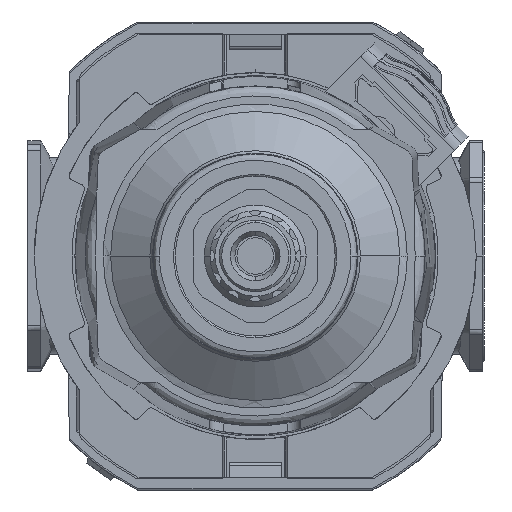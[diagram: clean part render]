
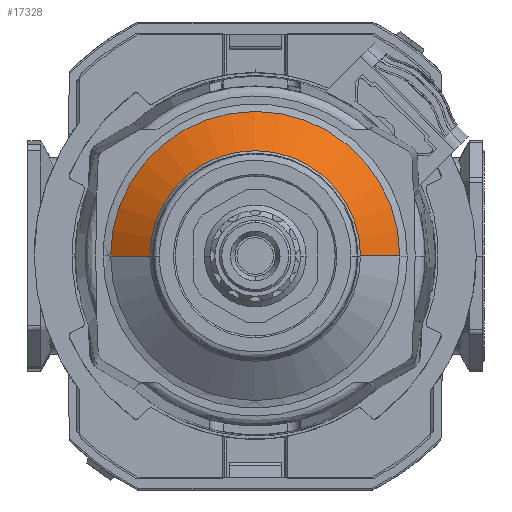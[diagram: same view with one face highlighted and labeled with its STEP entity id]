
A CAD part, front view. The second image highlights one B-rep face of the part: STEP entity #17328.
In plain terms, the highlighted conical face has half-angle 54.996 degrees and reference radius 22.24 mm.
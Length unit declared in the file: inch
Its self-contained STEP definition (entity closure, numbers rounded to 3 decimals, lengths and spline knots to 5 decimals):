
#485 = VECTOR ( 'NONE', #14000, 39.37008 ) ;
#1318 = DIRECTION ( 'NONE',  ( 1., 0., 0. ) ) ;
#2455 = CIRCLE ( 'NONE', #27192, 0.87558 ) ;
#3316 = CARTESIAN_POINT ( 'NONE',  ( 0.87558, -4.11661, 0. ) ) ;
#4390 = CARTESIAN_POINT ( 'NONE',  ( 0., -4.28315, 0. ) ) ;
#4516 = EDGE_LOOP ( 'NONE', ( #11383, #18190, #22046, #30918 ) ) ;
#6068 = CIRCLE ( 'NONE', #11175, 0.63777 ) ;
#7205 = VERTEX_POINT ( 'NONE', #11409 ) ;
#9228 = CONICAL_SURFACE ( 'NONE', #26994, 0.87558, 0.96 ) ;
#11175 = AXIS2_PLACEMENT_3D ( 'NONE', #4390, #16515, #34815 ) ;
#11381 = CARTESIAN_POINT ( 'NONE',  ( -0.63777, -4.28315, 0. ) ) ;
#11383 = ORIENTED_EDGE ( 'NONE', *, *, #18185, .T. ) ;
#11409 = CARTESIAN_POINT ( 'NONE',  ( 0.87558, -4.11661, 0. ) ) ;
#13934 = EDGE_CURVE ( 'NONE', #29468, #24009, #38418, .T. ) ;
#14000 = DIRECTION ( 'NONE',  ( -0.819, 0.574, 0. ) ) ;
#16515 = DIRECTION ( 'NONE',  ( 0., 1., 0. ) ) ;
#17328 = ADVANCED_FACE ( 'NONE', ( #30815 ), #9228, .T. ) ;
#18185 = EDGE_CURVE ( 'NONE', #29468, #19596, #6068, .T. ) ;
#18190 = ORIENTED_EDGE ( 'NONE', *, *, #22533, .T. ) ;
#19596 = VERTEX_POINT ( 'NONE', #35741 ) ;
#19958 = CARTESIAN_POINT ( 'NONE',  ( -0.87558, -4.11661, 0. ) ) ;
#22046 = ORIENTED_EDGE ( 'NONE', *, *, #34352, .T. ) ;
#22533 = EDGE_CURVE ( 'NONE', #19596, #7205, #27187, .T. ) ;
#24009 = VERTEX_POINT ( 'NONE', #33334 ) ;
#24226 = VECTOR ( 'NONE', #33765, 39.37008 ) ;
#25223 = CARTESIAN_POINT ( 'NONE',  ( 0., -4.11661, 0. ) ) ;
#26994 = AXIS2_PLACEMENT_3D ( 'NONE', #25223, #28014, #31624 ) ;
#27187 = LINE ( 'NONE', #3316, #24226 ) ;
#27192 = AXIS2_PLACEMENT_3D ( 'NONE', #31937, #37853, #1318 ) ;
#28014 = DIRECTION ( 'NONE',  ( 0., 1., 0. ) ) ;
#29468 = VERTEX_POINT ( 'NONE', #11381 ) ;
#30815 = FACE_OUTER_BOUND ( 'NONE', #4516, .T. ) ;
#30918 = ORIENTED_EDGE ( 'NONE', *, *, #13934, .F. ) ;
#31624 = DIRECTION ( 'NONE',  ( -1., 0., 0. ) ) ;
#31937 = CARTESIAN_POINT ( 'NONE',  ( 0., -4.11661, 0. ) ) ;
#33334 = CARTESIAN_POINT ( 'NONE',  ( -0.87558, -4.11661, 0. ) ) ;
#33765 = DIRECTION ( 'NONE',  ( 0.819, 0.574, 0. ) ) ;
#34352 = EDGE_CURVE ( 'NONE', #7205, #24009, #2455, .T. ) ;
#34815 = DIRECTION ( 'NONE',  ( -1., 0., 0. ) ) ;
#35741 = CARTESIAN_POINT ( 'NONE',  ( 0.63777, -4.28315, 0. ) ) ;
#37853 = DIRECTION ( 'NONE',  ( 0., -1., 0. ) ) ;
#38418 = LINE ( 'NONE', #19958, #485 ) ;
